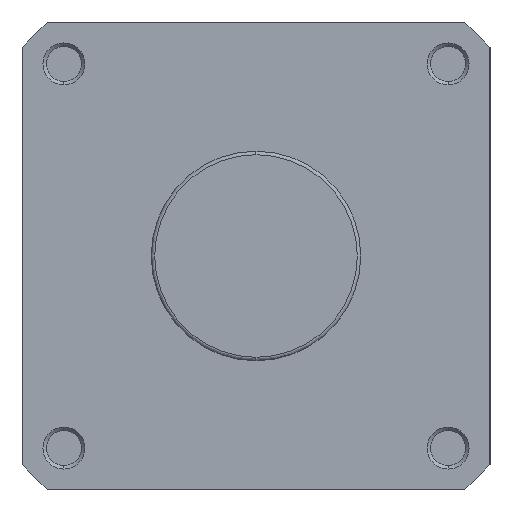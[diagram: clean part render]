
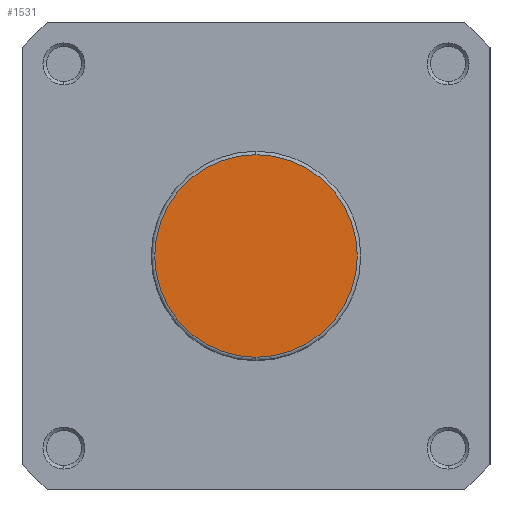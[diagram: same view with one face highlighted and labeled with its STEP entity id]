
A CAD part, left-side view. The second image highlights one B-rep face of the part: STEP entity #1531.
In plain terms, the highlighted planar face has unit normal (-1, 0, 0).
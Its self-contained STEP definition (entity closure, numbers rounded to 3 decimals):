
#62 = FACE_OUTER_BOUND ( 'NONE', #4718, .T. ) ;
#487 = AXIS2_PLACEMENT_3D ( 'NONE', #2691, #2694, #2695 ) ;
#785 = EDGE_CURVE ( 'NONE', #3502, #3496, #5043, .T. ) ;
#850 = EDGE_CURVE ( 'NONE', #3496, #3502, #5127, .T. ) ;
#1163 = AXIS2_PLACEMENT_3D ( 'NONE', #3991, #3992, #3993 ) ;
#1531 = ADVANCED_FACE ( 'NONE', ( #62 ), #2692, .F. ) ;
#1647 = AXIS2_PLACEMENT_3D ( 'NONE', #4134, #4141, #4142 ) ;
#1704 = ORIENTED_EDGE ( 'NONE', *, *, #785, .T. ) ;
#1773 = ORIENTED_EDGE ( 'NONE', *, *, #850, .T. ) ;
#2691 = CARTESIAN_POINT ( 'NONE',  ( 0., 30., 0. ) ) ;
#2692 = PLANE ( 'NONE',  #487 ) ;
#2694 = DIRECTION ( 'NONE',  ( 1., 0., 0. ) ) ;
#2695 = DIRECTION ( 'NONE',  ( 0., 0., -1. ) ) ;
#3127 = CARTESIAN_POINT ( 'NONE',  ( 0., 0., -29. ) ) ;
#3133 = CARTESIAN_POINT ( 'NONE',  ( 0., 0., 29. ) ) ;
#3496 = VERTEX_POINT ( 'NONE', #3127 ) ;
#3502 = VERTEX_POINT ( 'NONE', #3133 ) ;
#3991 = CARTESIAN_POINT ( 'NONE',  ( 0., 0., 0. ) ) ;
#3992 = DIRECTION ( 'NONE',  ( -1., 0., 0. ) ) ;
#3993 = DIRECTION ( 'NONE',  ( 0., 0., -1. ) ) ;
#4134 = CARTESIAN_POINT ( 'NONE',  ( 0., 0., 0. ) ) ;
#4141 = DIRECTION ( 'NONE',  ( -1., 0., 0. ) ) ;
#4142 = DIRECTION ( 'NONE',  ( 0., 0., -1. ) ) ;
#4718 = EDGE_LOOP ( 'NONE', ( #1773, #1704 ) ) ;
#5043 = CIRCLE ( 'NONE', #1163, 29. ) ;
#5127 = CIRCLE ( 'NONE', #1647, 29. ) ;
